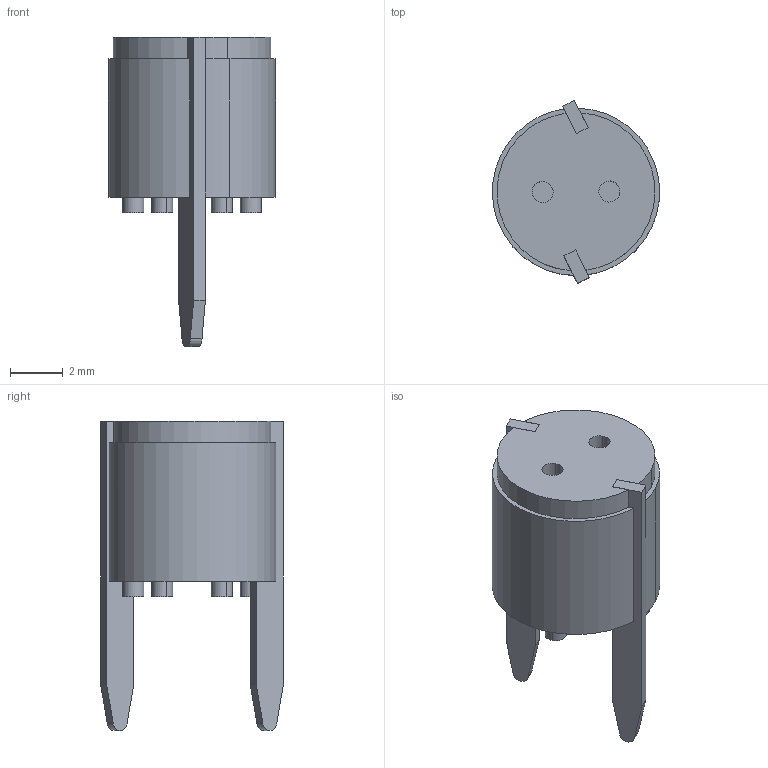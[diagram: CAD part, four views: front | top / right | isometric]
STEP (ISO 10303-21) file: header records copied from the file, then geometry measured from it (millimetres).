
FILE_DESCRIPTION((''),'2;1');
FILE_NAME('FUSH_LITTELFUSE_281005.stp','2009-10-26T09:56:18',(''),(''),'Mechanical Desktop 2006','Mechanical Desktop 2006',', , ');
FILE_SCHEMA(('AUTOMOTIVE_DESIGN { 1 2 10303 214 0 1 1 1 }'));
Length unit declared in the file: millimetre
Products named in the file (1): Product
Bounding box: 6.34 x 6.94 x 11.73 mm (x, y, z)
Volume: 193.5 mm3; surface area: 312.7 mm2
Topology: 7 solids, 7 shells, 58 faces, 126 edges, 84 vertices
Faces by surface type: bspline 24, cylinder 20, plane 14
Entity records: 1703 total; most frequent: CARTESIAN_POINT 397, ORIENTED_EDGE 252, DIRECTION 244, EDGE_CURVE 126, VERTEX_POINT 84, AXIS2_PLACEMENT_3D 83, VECTOR 78, LINE 78
